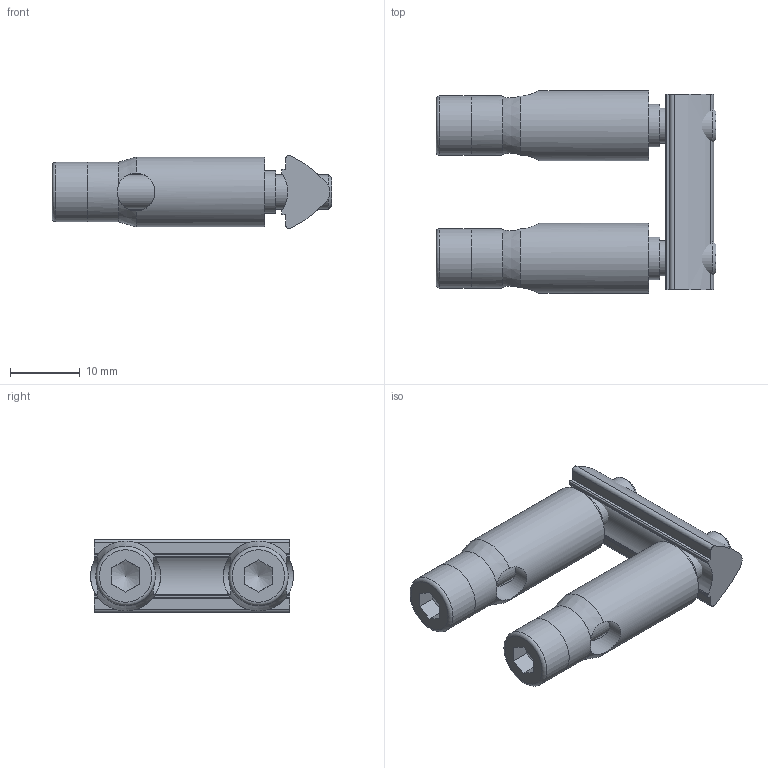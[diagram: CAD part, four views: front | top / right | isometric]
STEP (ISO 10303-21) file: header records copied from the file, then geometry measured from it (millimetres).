
FILE_DESCRIPTION(/* description */ (''),/* implementation_level */ '2;1');
FILE_NAME(/* name */ '262652023_Automatik-Combiverbinder_Nut6_30.stp',/* time_stamp */ '2023-01-04T08:59:35+01:00',/* author */ ('Praktikant'),/* organization */ (''),/* preprocessor_version */ 'ST-DEVELOPER v17.2',/* originating_system */ 'Autodesk Inventor 2019',/* authorisation */ '');
FILE_SCHEMA (('AUTOMOTIVE_DESIGN { 1 0 10303 214 3 1 1 }'));
Length unit declared in the file: millimetre
Products named in the file (1): 262652023_Automatik-Combiverbinder_Nut6_30_Shrinkwrap_1
Bounding box: 40 x 29 x 10.5 mm (x, y, z)
Volume: 5285.2 mm3; surface area: 5306.5 mm2
Topology: 5 solids, 5 shells, 78 faces, 230 edges, 160 vertices
Faces by surface type: plane 32, cylinder 30, cone 12, torus 4
Full cylindrical faces by diameter (mm): 4.2 x2, 5 x2, 5.4 x4, 5.5 x2, 6.11 x2, 8.5 x4, 10 x2
Entity records: 3319 total; most frequent: CARTESIAN_POINT 1113, ORIENTED_EDGE 456, DIRECTION 408, EDGE_CURVE 228, AXIS2_PLACEMENT_3D 165, VERTEX_POINT 160, EDGE_LOOP 94, CIRCLE 86
